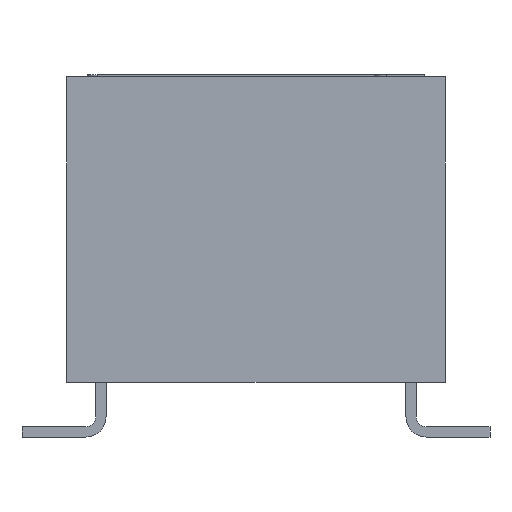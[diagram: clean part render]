
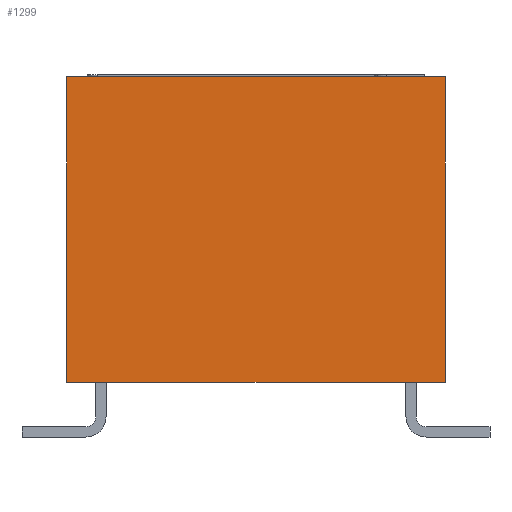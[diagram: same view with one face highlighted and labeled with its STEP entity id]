
A CAD part, front view. The second image highlights one B-rep face of the part: STEP entity #1299.
In plain terms, the highlighted planar face has unit normal (0, -1, 0).
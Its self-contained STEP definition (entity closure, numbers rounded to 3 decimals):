
#62 = VERTEX_POINT('',#63);
#63 = CARTESIAN_POINT('',(4.65,-7.15,1.35));
#71 = VERTEX_POINT('',#72);
#72 = CARTESIAN_POINT('',(-4.65,-7.15,1.35));
#78 = EDGE_CURVE('',#62,#71,#79,.T.);
#79 = LINE('',#80,#81);
#80 = CARTESIAN_POINT('',(4.65,-7.15,1.35));
#81 = VECTOR('',#82,1.);
#82 = DIRECTION('',(-1.,0.,0.));
#129 = VERTEX_POINT('',#130);
#130 = CARTESIAN_POINT('',(4.65,-7.15,8.85));
#136 = EDGE_CURVE('',#62,#129,#137,.T.);
#137 = LINE('',#138,#139);
#138 = CARTESIAN_POINT('',(4.65,-7.15,0.));
#139 = VECTOR('',#140,1.);
#140 = DIRECTION('',(0.,0.,1.));
#152 = EDGE_CURVE('',#129,#153,#155,.T.);
#153 = VERTEX_POINT('',#154);
#154 = CARTESIAN_POINT('',(-4.65,-7.15,8.85));
#155 = LINE('',#156,#157);
#156 = CARTESIAN_POINT('',(4.65,-7.15,8.85));
#157 = VECTOR('',#158,1.);
#158 = DIRECTION('',(-1.,0.,0.));
#1287 = EDGE_CURVE('',#71,#153,#1288,.T.);
#1288 = LINE('',#1289,#1290);
#1289 = CARTESIAN_POINT('',(-4.65,-7.15,0.));
#1290 = VECTOR('',#1291,1.);
#1291 = DIRECTION('',(0.,0.,1.));
#1299 = ADVANCED_FACE('',(#1300),#1306,.T.);
#1300 = FACE_BOUND('',#1301,.T.);
#1301 = EDGE_LOOP('',(#1302,#1303,#1304,#1305));
#1302 = ORIENTED_EDGE('',*,*,#78,.F.);
#1303 = ORIENTED_EDGE('',*,*,#136,.T.);
#1304 = ORIENTED_EDGE('',*,*,#152,.T.);
#1305 = ORIENTED_EDGE('',*,*,#1287,.F.);
#1306 = PLANE('',#1307);
#1307 = AXIS2_PLACEMENT_3D('',#1308,#1309,#1310);
#1308 = CARTESIAN_POINT('',(4.65,-7.15,0.));
#1309 = DIRECTION('',(0.,-1.,0.));
#1310 = DIRECTION('',(-1.,0.,0.));
